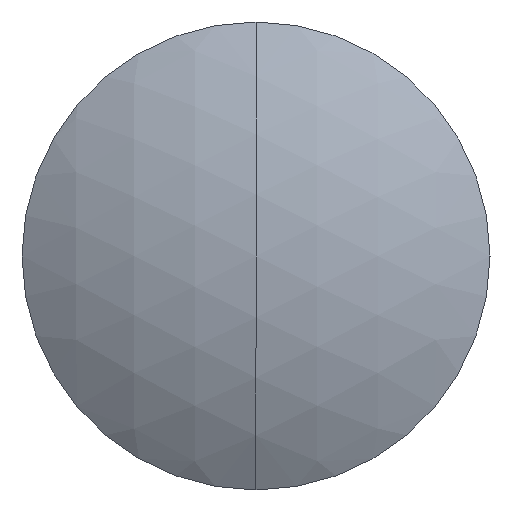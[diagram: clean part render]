
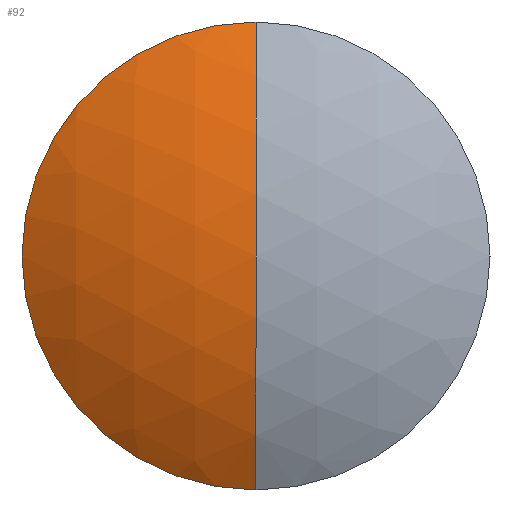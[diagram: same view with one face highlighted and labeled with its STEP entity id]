
A CAD part, left-side view. The second image highlights one B-rep face of the part: STEP entity #92.
In plain terms, the highlighted spherical face has radius 23.88 mm.
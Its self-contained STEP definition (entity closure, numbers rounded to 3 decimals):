
#20 = AXIS2_PLACEMENT_3D ( 'NONE', #57, #72, #110 ) ;
#25 = VERTEX_POINT ( 'NONE', #38 ) ;
#30 = CIRCLE ( 'NONE', #127, 23.88 ) ;
#38 = CARTESIAN_POINT ( 'NONE',  ( 36.864, 0., -12.7 ) ) ;
#39 = CIRCLE ( 'NONE', #257, 12.7 ) ;
#48 = CARTESIAN_POINT ( 'NONE',  ( 36.864, 0., 0. ) ) ;
#52 = ORIENTED_EDGE ( 'NONE', *, *, #295, .T. ) ;
#55 = EDGE_LOOP ( 'NONE', ( #52, #219, #274 ) ) ;
#57 = CARTESIAN_POINT ( 'NONE',  ( 57.087, 0., 0. ) ) ;
#69 = CIRCLE ( 'NONE', #20, 23.88 ) ;
#72 = DIRECTION ( 'NONE',  ( 0., 1., 0. ) ) ;
#82 = DIRECTION ( 'NONE',  ( -1., 0., 0. ) ) ;
#85 = FACE_OUTER_BOUND ( 'NONE', #55, .T. ) ;
#92 = ADVANCED_FACE ( 'NONE', ( #85 ), #305, .T. ) ;
#108 = DIRECTION ( 'NONE',  ( 0., 0., 1. ) ) ;
#110 = DIRECTION ( 'NONE',  ( 0., 0., 1. ) ) ;
#127 = AXIS2_PLACEMENT_3D ( 'NONE', #155, #333, #290 ) ;
#129 = EDGE_CURVE ( 'NONE', #202, #294, #30, .T. ) ;
#133 = CARTESIAN_POINT ( 'NONE',  ( 36.864, 0., 12.7 ) ) ;
#155 = CARTESIAN_POINT ( 'NONE',  ( 57.087, 0., 0. ) ) ;
#169 = CARTESIAN_POINT ( 'NONE',  ( 33.207, 0., 0. ) ) ;
#195 = EDGE_CURVE ( 'NONE', #25, #294, #69, .T. ) ;
#202 = VERTEX_POINT ( 'NONE', #133 ) ;
#219 = ORIENTED_EDGE ( 'NONE', *, *, #195, .T. ) ;
#257 = AXIS2_PLACEMENT_3D ( 'NONE', #48, #82, #108 ) ;
#260 = CARTESIAN_POINT ( 'NONE',  ( 57.087, 0., 0. ) ) ;
#268 = AXIS2_PLACEMENT_3D ( 'NONE', #260, #308, #330 ) ;
#274 = ORIENTED_EDGE ( 'NONE', *, *, #129, .F. ) ;
#290 = DIRECTION ( 'NONE',  ( 0., 0., -1. ) ) ;
#294 = VERTEX_POINT ( 'NONE', #169 ) ;
#295 = EDGE_CURVE ( 'NONE', #202, #25, #39, .T. ) ;
#305 = SPHERICAL_SURFACE ( 'NONE', #268, 23.88 ) ;
#308 = DIRECTION ( 'NONE',  ( 0., 1., 0. ) ) ;
#330 = DIRECTION ( 'NONE',  ( 0., 0., 1. ) ) ;
#333 = DIRECTION ( 'NONE',  ( 0., -1., 0. ) ) ;
